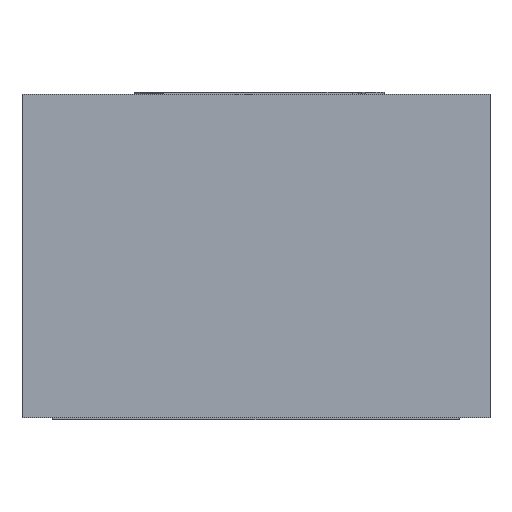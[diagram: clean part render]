
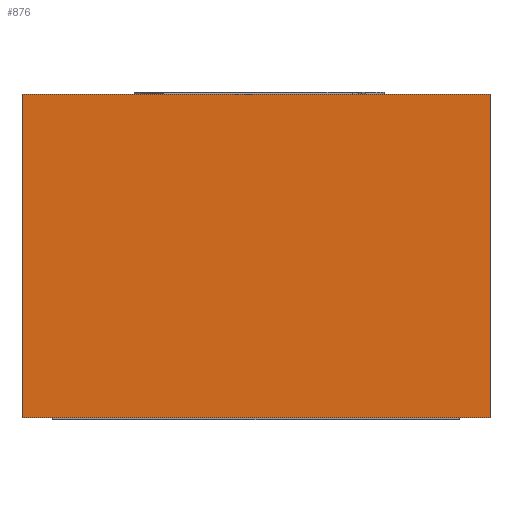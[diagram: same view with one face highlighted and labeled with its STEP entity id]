
A CAD part, front view. The second image highlights one B-rep face of the part: STEP entity #876.
In plain terms, the highlighted planar face has unit normal (0, -1, 0).
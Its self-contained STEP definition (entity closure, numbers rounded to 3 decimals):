
#83=FACE_OUTER_BOUND('',#138,.T.);
#138=EDGE_LOOP('',(#654,#655,#656,#657));
#215=LINE('',#1269,#311);
#223=LINE('',#1284,#319);
#224=LINE('',#1286,#320);
#225=LINE('',#1287,#321);
#311=VECTOR('',#1055,1.);
#319=VECTOR('',#1067,1.);
#320=VECTOR('',#1070,1.);
#321=VECTOR('',#1071,1.);
#393=VERTEX_POINT('',#1266);
#394=VERTEX_POINT('',#1268);
#398=VERTEX_POINT('',#1280);
#399=VERTEX_POINT('',#1282);
#487=EDGE_CURVE('',#393,#394,#215,.T.);
#495=EDGE_CURVE('',#398,#399,#223,.T.);
#496=EDGE_CURVE('',#393,#398,#224,.T.);
#497=EDGE_CURVE('',#394,#399,#225,.T.);
#654=ORIENTED_EDGE('',*,*,#496,.T.);
#655=ORIENTED_EDGE('',*,*,#495,.T.);
#656=ORIENTED_EDGE('',*,*,#497,.F.);
#657=ORIENTED_EDGE('',*,*,#487,.F.);
#826=PLANE('',#939);
#876=ADVANCED_FACE('',(#83),#826,.T.);
#939=AXIS2_PLACEMENT_3D('',#1285,#1068,#1069);
#1055=DIRECTION('',(0.,0.,1.));
#1067=DIRECTION('',(0.,0.,1.));
#1068=DIRECTION('center_axis',(0.,-1.,0.));
#1069=DIRECTION('ref_axis',(1.,0.,0.));
#1070=DIRECTION('',(1.,0.,0.));
#1071=DIRECTION('',(1.,0.,0.));
#1266=CARTESIAN_POINT('',(-0.115,-0.215,0.001));
#1268=CARTESIAN_POINT('',(-0.115,-0.215,0.16));
#1269=CARTESIAN_POINT('',(-0.115,-0.215,0.001));
#1280=CARTESIAN_POINT('',(0.115,-0.215,0.001));
#1282=CARTESIAN_POINT('',(0.115,-0.215,0.16));
#1284=CARTESIAN_POINT('',(0.115,-0.215,0.001));
#1285=CARTESIAN_POINT('Origin',(-0.115,-0.215,0.001));
#1286=CARTESIAN_POINT('',(-0.115,-0.215,0.001));
#1287=CARTESIAN_POINT('',(-0.115,-0.215,0.16));
